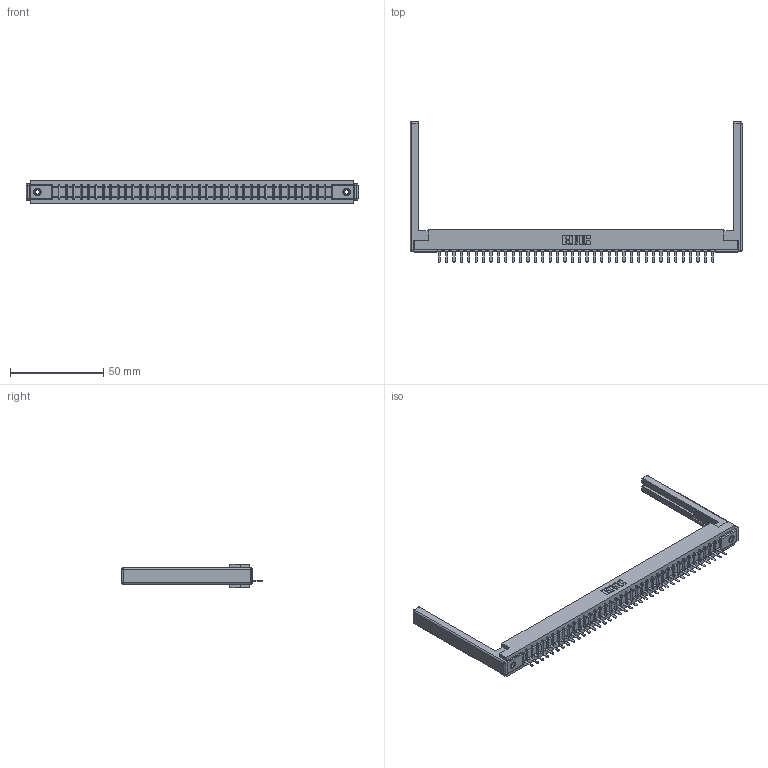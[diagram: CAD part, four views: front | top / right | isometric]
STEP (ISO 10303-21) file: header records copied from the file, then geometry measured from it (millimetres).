
FILE_DESCRIPTION (( 'STEP AP203' ), '1' );
FILE_NAME ('357-038-521-168.STEP', '2019-09-17T07:44:29', ( '' ), ( '' ), 'SwSTEP 2.0', 'SolidWorks 2016', '' );
FILE_SCHEMA (( 'CONFIG_CONTROL_DESIGN' ));
Length unit declared in the file: inch
Products named in the file (5): 307-220-068; 357-038-521-168; 345-250-001_345-250-001-102; 307-290-002_521; 307 Part_.156 Dia Mounting Holes
Assembly tree (43 placements, depth 2):
  357-038-521-168
    307 Part_.156 Dia Mounting Holes
    307-290-002_521  x38
    307-220-068  x2
    345-250-001_345-250-001-102  x2
Bounding box: 178 x 75.39 x 12.7 mm (x, y, z)
Volume: 23398.6 mm3; surface area: 27796.1 mm2
Topology: 43 solids, 43 shells, 3123 faces, 9529 edges, 6226 vertices
Faces by surface type: plane 1868, cylinder 1153, sphere 86, cone 12, torus 4
Entity records: 36547 total; most frequent: CARTESIAN_POINT 6129, ORIENTED_EDGE 6108, DIRECTION 5974, EDGE_CURVE 3054, LINE 2336, VECTOR 2336, VERTEX_POINT 1974, AXIS2_PLACEMENT_3D 1819
